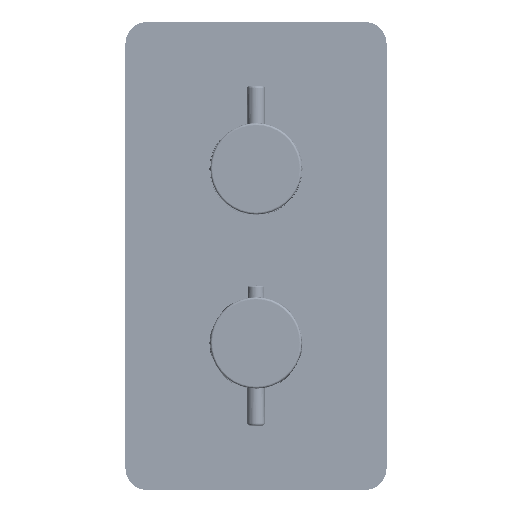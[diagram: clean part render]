
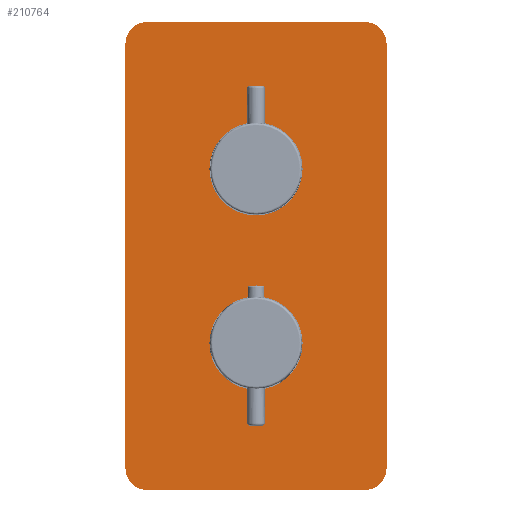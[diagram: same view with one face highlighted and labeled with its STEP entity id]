
A CAD part, top view. The second image highlights one B-rep face of the part: STEP entity #210764.
In plain terms, the highlighted planar face has unit normal (0, 0, 1).
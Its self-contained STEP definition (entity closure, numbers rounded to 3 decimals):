
#6285 = ORIENTED_EDGE ( 'NONE', *, *, #227876, .T. ) ;
#11338 = AXIS2_PLACEMENT_3D ( 'NONE', #147703, #267857, #326876 ) ;
#26642 = CARTESIAN_POINT ( 'NONE',  ( -60., 97.5, 2. ) ) ;
#26888 = VERTEX_POINT ( 'NONE', #237310 ) ;
#32804 = AXIS2_PLACEMENT_3D ( 'NONE', #38366, #156522, #154616 ) ;
#32902 = CARTESIAN_POINT ( 'NONE',  ( 0., -40., 2. ) ) ;
#33429 = DIRECTION ( 'NONE',  ( -1., 0., 0. ) ) ;
#38366 = CARTESIAN_POINT ( 'NONE',  ( -50., -97.5, 2. ) ) ;
#39795 = AXIS2_PLACEMENT_3D ( 'NONE', #239516, #355751, #330910 ) ;
#40092 = CARTESIAN_POINT ( 'NONE',  ( -60., 107.5, 2. ) ) ;
#45948 = AXIS2_PLACEMENT_3D ( 'NONE', #32902, #347469, #55822 ) ;
#47440 = CARTESIAN_POINT ( 'NONE',  ( -50., 107.5, 2. ) ) ;
#55822 = DIRECTION ( 'NONE',  ( 1., 0., 0. ) ) ;
#56383 = DIRECTION ( 'NONE',  ( 0., 0., 1. ) ) ;
#57432 = ORIENTED_EDGE ( 'NONE', *, *, #319123, .F. ) ;
#69513 = LINE ( 'NONE', #243084, #192136 ) ;
#70562 = LINE ( 'NONE', #40092, #328853 ) ;
#71255 = DIRECTION ( 'NONE',  ( 1., 0., 0. ) ) ;
#75977 = CARTESIAN_POINT ( 'NONE',  ( 50., 107.5, 2. ) ) ;
#81029 = EDGE_CURVE ( 'NONE', #105977, #277250, #145267, .T. ) ;
#84235 = VERTEX_POINT ( 'NONE', #213134 ) ;
#88749 = VERTEX_POINT ( 'NONE', #75977 ) ;
#88772 = DIRECTION ( 'NONE',  ( 1., 0., 0. ) ) ;
#89254 = CARTESIAN_POINT ( 'NONE',  ( 60., 107.5, 2. ) ) ;
#92881 = DIRECTION ( 'NONE',  ( 1., 0., 0. ) ) ;
#94465 = EDGE_LOOP ( 'NONE', ( #292309, #323828 ) ) ;
#101402 = CARTESIAN_POINT ( 'NONE',  ( 21.4, 40., 2. ) ) ;
#105977 = VERTEX_POINT ( 'NONE', #47440 ) ;
#106233 = DIRECTION ( 'NONE',  ( 0., 0., 1. ) ) ;
#106524 = EDGE_CURVE ( 'NONE', #88749, #105977, #69513, .T. ) ;
#128371 = ORIENTED_EDGE ( 'NONE', *, *, #255557, .T. ) ;
#132198 = DIRECTION ( 'NONE',  ( 0., 0., 1. ) ) ;
#135617 = AXIS2_PLACEMENT_3D ( 'NONE', #305677, #132198, #71255 ) ;
#135809 = ORIENTED_EDGE ( 'NONE', *, *, #106524, .T. ) ;
#141474 = CARTESIAN_POINT ( 'NONE',  ( -50., -107.5, 2. ) ) ;
#143296 = AXIS2_PLACEMENT_3D ( 'NONE', #376665, #56383, #88772 ) ;
#145267 = CIRCLE ( 'NONE', #11338, 10. ) ;
#147609 = EDGE_CURVE ( 'NONE', #26888, #84235, #210445, .T. ) ;
#147703 = CARTESIAN_POINT ( 'NONE',  ( -50., 97.5, 2. ) ) ;
#152656 = ORIENTED_EDGE ( 'NONE', *, *, #189859, .T. ) ;
#154616 = DIRECTION ( 'NONE',  ( 1., 0., 0. ) ) ;
#156522 = DIRECTION ( 'NONE',  ( 0., 0., 1. ) ) ;
#159772 = CIRCLE ( 'NONE', #184243, 10. ) ;
#160217 = DIRECTION ( 'NONE',  ( 0., 0., 1. ) ) ;
#173487 = VERTEX_POINT ( 'NONE', #101402 ) ;
#174137 = ORIENTED_EDGE ( 'NONE', *, *, #81029, .T. ) ;
#177299 = VECTOR ( 'NONE', #92881, 1000. ) ;
#183151 = EDGE_LOOP ( 'NONE', ( #128371, #6285, #199976, #295835, #135809, #174137, #152656, #312967 ) ) ;
#184243 = AXIS2_PLACEMENT_3D ( 'NONE', #219372, #160217, #253644 ) ;
#189859 = EDGE_CURVE ( 'NONE', #277250, #345324, #70562, .T. ) ;
#191894 = CIRCLE ( 'NONE', #39795, 21.4 ) ;
#192136 = VECTOR ( 'NONE', #33429, 1000. ) ;
#198183 = VERTEX_POINT ( 'NONE', #312255 ) ;
#199683 = CARTESIAN_POINT ( 'NONE',  ( 0., 0., 2. ) ) ;
#199976 = ORIENTED_EDGE ( 'NONE', *, *, #212842, .T. ) ;
#202652 = EDGE_CURVE ( 'NONE', #84235, #26888, #191894, .T. ) ;
#205444 = CARTESIAN_POINT ( 'NONE',  ( -60., -107.5, 2. ) ) ;
#210445 = CIRCLE ( 'NONE', #45948, 21.4 ) ;
#210764 = ADVANCED_FACE ( 'NONE', ( #230161, #310309, #285535 ), #255066, .T. ) ;
#212842 = EDGE_CURVE ( 'NONE', #198183, #318158, #228538, .T. ) ;
#213134 = CARTESIAN_POINT ( 'NONE',  ( -21.4, -40., 2. ) ) ;
#216908 = EDGE_CURVE ( 'NONE', #318158, #88749, #373208, .T. ) ;
#218467 = EDGE_CURVE ( 'NONE', #345324, #276977, #349562, .T. ) ;
#219372 = CARTESIAN_POINT ( 'NONE',  ( 50., -97.5, 2. ) ) ;
#227876 = EDGE_CURVE ( 'NONE', #357859, #198183, #159772, .T. ) ;
#228284 = DIRECTION ( 'NONE',  ( 0., 0., 1. ) ) ;
#228538 = LINE ( 'NONE', #89254, #287569 ) ;
#230161 = FACE_BOUND ( 'NONE', #313439, .T. ) ;
#237310 = CARTESIAN_POINT ( 'NONE',  ( 21.4, -40., 2. ) ) ;
#239516 = CARTESIAN_POINT ( 'NONE',  ( 0., -40., 2. ) ) ;
#243084 = CARTESIAN_POINT ( 'NONE',  ( -60., 107.5, 2. ) ) ;
#253644 = DIRECTION ( 'NONE',  ( 1., 0., 0. ) ) ;
#255066 = PLANE ( 'NONE',  #303176 ) ;
#255557 = EDGE_CURVE ( 'NONE', #276977, #357859, #260790, .T. ) ;
#256918 = DIRECTION ( 'NONE',  ( 1., 0., 0. ) ) ;
#260790 = LINE ( 'NONE', #205444, #177299 ) ;
#267857 = DIRECTION ( 'NONE',  ( 0., 0., 1. ) ) ;
#276467 = DIRECTION ( 'NONE',  ( 0., -1., 0. ) ) ;
#276977 = VERTEX_POINT ( 'NONE', #141474 ) ;
#277250 = VERTEX_POINT ( 'NONE', #26642 ) ;
#279759 = DIRECTION ( 'NONE',  ( 1., 0., 0. ) ) ;
#285535 = FACE_OUTER_BOUND ( 'NONE', #183151, .T. ) ;
#287569 = VECTOR ( 'NONE', #325584, 1000. ) ;
#289246 = CIRCLE ( 'NONE', #331917, 21.4 ) ;
#292309 = ORIENTED_EDGE ( 'NONE', *, *, #147609, .F. ) ;
#295835 = ORIENTED_EDGE ( 'NONE', *, *, #216908, .T. ) ;
#303176 = AXIS2_PLACEMENT_3D ( 'NONE', #199683, #228284, #256918 ) ;
#305677 = CARTESIAN_POINT ( 'NONE',  ( 50., 97.5, 2. ) ) ;
#308299 = CARTESIAN_POINT ( 'NONE',  ( 0., 40., 2. ) ) ;
#310309 = FACE_BOUND ( 'NONE', #94465, .T. ) ;
#312255 = CARTESIAN_POINT ( 'NONE',  ( 60., -97.5, 2. ) ) ;
#312967 = ORIENTED_EDGE ( 'NONE', *, *, #218467, .T. ) ;
#313439 = EDGE_LOOP ( 'NONE', ( #57432, #352775 ) ) ;
#318158 = VERTEX_POINT ( 'NONE', #320648 ) ;
#318502 = EDGE_CURVE ( 'NONE', #361685, #173487, #289246, .T. ) ;
#319123 = EDGE_CURVE ( 'NONE', #173487, #361685, #374581, .T. ) ;
#320648 = CARTESIAN_POINT ( 'NONE',  ( 60., 97.5, 2. ) ) ;
#323828 = ORIENTED_EDGE ( 'NONE', *, *, #202652, .F. ) ;
#325584 = DIRECTION ( 'NONE',  ( 0., 1., 0. ) ) ;
#326876 = DIRECTION ( 'NONE',  ( 1., 0., 0. ) ) ;
#328853 = VECTOR ( 'NONE', #276467, 1000. ) ;
#330910 = DIRECTION ( 'NONE',  ( 1., 0., 0. ) ) ;
#331917 = AXIS2_PLACEMENT_3D ( 'NONE', #308299, #106233, #279759 ) ;
#342927 = CARTESIAN_POINT ( 'NONE',  ( -21.4, 40., 2. ) ) ;
#345324 = VERTEX_POINT ( 'NONE', #374053 ) ;
#347469 = DIRECTION ( 'NONE',  ( 0., 0., 1. ) ) ;
#349562 = CIRCLE ( 'NONE', #32804, 10. ) ;
#352775 = ORIENTED_EDGE ( 'NONE', *, *, #318502, .F. ) ;
#355356 = CARTESIAN_POINT ( 'NONE',  ( 50., -107.5, 2. ) ) ;
#355751 = DIRECTION ( 'NONE',  ( 0., 0., 1. ) ) ;
#357859 = VERTEX_POINT ( 'NONE', #355356 ) ;
#361685 = VERTEX_POINT ( 'NONE', #342927 ) ;
#373208 = CIRCLE ( 'NONE', #135617, 10. ) ;
#374053 = CARTESIAN_POINT ( 'NONE',  ( -60., -97.5, 2. ) ) ;
#374581 = CIRCLE ( 'NONE', #143296, 21.4 ) ;
#376665 = CARTESIAN_POINT ( 'NONE',  ( 0., 40., 2. ) ) ;
